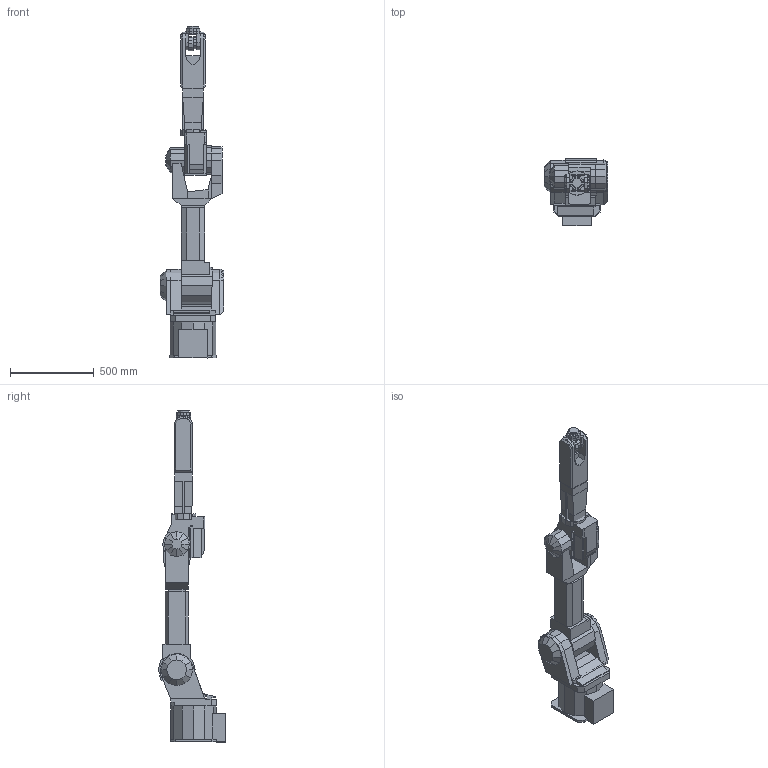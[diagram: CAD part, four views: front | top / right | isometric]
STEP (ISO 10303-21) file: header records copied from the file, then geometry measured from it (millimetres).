
FILE_DESCRIPTION(('CATIA V5 STEP Exchange'),'2;1');
FILE_NAME('FS06L.stp','2005-05-14T00:13:35+00:00',('none'),('none'),'CATIA Version 5 Release 12 (IN-9)','CATIA V5 STEP AP203','none');
FILE_SCHEMA(('CONFIG_CONTROL_DESIGN'));
Length unit declared in the file: millimetre
Products named in the file (1): FS06L
Assembly tree (7 placements, depth 2):
  FS06L
    #56
    #956
    #3901
    #6677
    #8900
    #12579
    #14237
Bounding box: 378 x 402 x 1980 mm (x, y, z)
Volume: 64444583 mm3; surface area: 2318404.5 mm2
Topology: 7 solids, 7 shells, 515 faces, 1461 edges, 953 vertices
Faces by surface type: plane 442, bspline 63, extrusion 10
Entity records: 13796 total; most frequent: CARTESIAN_POINT 4438, ORIENTED_EDGE 2898, EDGE_CURVE 1449, DIRECTION 1002, VERTEX_POINT 952, EDGE_LOOP 524, ADVANCED_FACE 514, FACE_OUTER_BOUND 514
